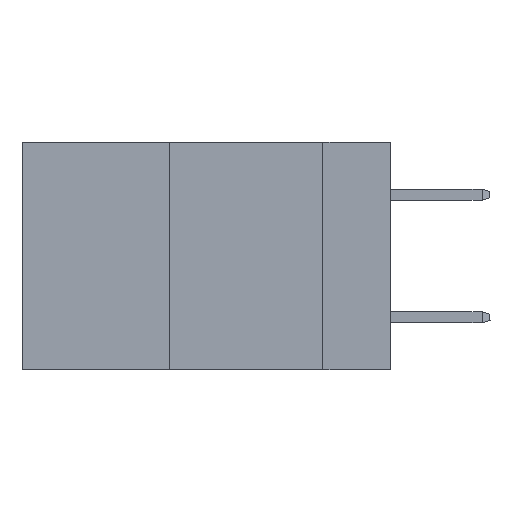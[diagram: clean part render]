
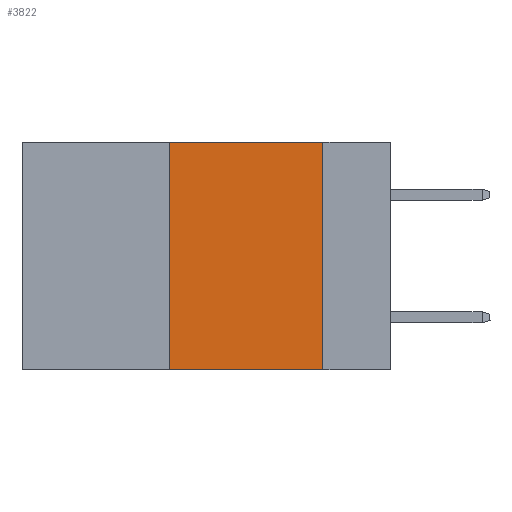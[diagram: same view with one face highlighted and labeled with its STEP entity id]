
A CAD part, left-side view. The second image highlights one B-rep face of the part: STEP entity #3822.
In plain terms, the highlighted planar face has unit normal (-1, 0, 0).
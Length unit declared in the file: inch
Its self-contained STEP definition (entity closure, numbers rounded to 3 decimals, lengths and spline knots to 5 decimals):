
#247 = EDGE_CURVE ( 'NONE', #2476, #5778, #7353, .T. ) ;
#349 = VECTOR ( 'NONE', #3717, 39.37008 ) ;
#594 = ORIENTED_EDGE ( 'NONE', *, *, #3159, .F. ) ;
#954 = LINE ( 'NONE', #8065, #9658 ) ;
#1042 = VECTOR ( 'NONE', #3459, 39.37008 ) ;
#1104 = CARTESIAN_POINT ( 'NONE',  ( 0., 0.6, 0. ) ) ;
#1176 = CARTESIAN_POINT ( 'NONE',  ( 0., 0.36, 0. ) ) ;
#1359 = CARTESIAN_POINT ( 'NONE',  ( 0., 0.11, 0. ) ) ;
#1631 = AXIS2_PLACEMENT_3D ( 'NONE', #3851, #7869, #2220 ) ;
#1661 = EDGE_CURVE ( 'NONE', #2476, #4992, #954, .T. ) ;
#2173 = VECTOR ( 'NONE', #5862, 39.37008 ) ;
#2220 = DIRECTION ( 'NONE',  ( 0., 0., -1. ) ) ;
#2292 = PLANE ( 'NONE',  #1631 ) ;
#2476 = VERTEX_POINT ( 'NONE', #8345 ) ;
#2669 = FACE_OUTER_BOUND ( 'NONE', #4151, .T. ) ;
#3159 = EDGE_CURVE ( 'NONE', #5778, #9073, #5420, .T. ) ;
#3164 = EDGE_CURVE ( 'NONE', #9073, #4992, #6439, .T. ) ;
#3398 = DIRECTION ( 'NONE',  ( 0., -1., 0. ) ) ;
#3459 = DIRECTION ( 'NONE',  ( 0., -1., 0. ) ) ;
#3717 = DIRECTION ( 'NONE',  ( 0., 0., 1. ) ) ;
#3822 = ADVANCED_FACE ( 'NONE', ( #2669 ), #2292, .F. ) ;
#3851 = CARTESIAN_POINT ( 'NONE',  ( 0., 0.6, 0. ) ) ;
#4151 = EDGE_LOOP ( 'NONE', ( #9228, #594, #8962, #7703 ) ) ;
#4992 = VERTEX_POINT ( 'NONE', #7153 ) ;
#5420 = LINE ( 'NONE', #1104, #1042 ) ;
#5778 = VERTEX_POINT ( 'NONE', #1176 ) ;
#5862 = DIRECTION ( 'NONE',  ( 0., 0., -1. ) ) ;
#6439 = LINE ( 'NONE', #8225, #2173 ) ;
#7153 = CARTESIAN_POINT ( 'NONE',  ( 0., 0.11, -0.37 ) ) ;
#7353 = LINE ( 'NONE', #7805, #349 ) ;
#7703 = ORIENTED_EDGE ( 'NONE', *, *, #1661, .T. ) ;
#7805 = CARTESIAN_POINT ( 'NONE',  ( 0., 0.36, 0. ) ) ;
#7869 = DIRECTION ( 'NONE',  ( 1., 0., 0. ) ) ;
#8065 = CARTESIAN_POINT ( 'NONE',  ( 0., 0.6, -0.37 ) ) ;
#8225 = CARTESIAN_POINT ( 'NONE',  ( 0., 0.11, 0. ) ) ;
#8345 = CARTESIAN_POINT ( 'NONE',  ( 0., 0.36, -0.37 ) ) ;
#8962 = ORIENTED_EDGE ( 'NONE', *, *, #247, .F. ) ;
#9073 = VERTEX_POINT ( 'NONE', #1359 ) ;
#9228 = ORIENTED_EDGE ( 'NONE', *, *, #3164, .F. ) ;
#9658 = VECTOR ( 'NONE', #3398, 39.37008 ) ;
